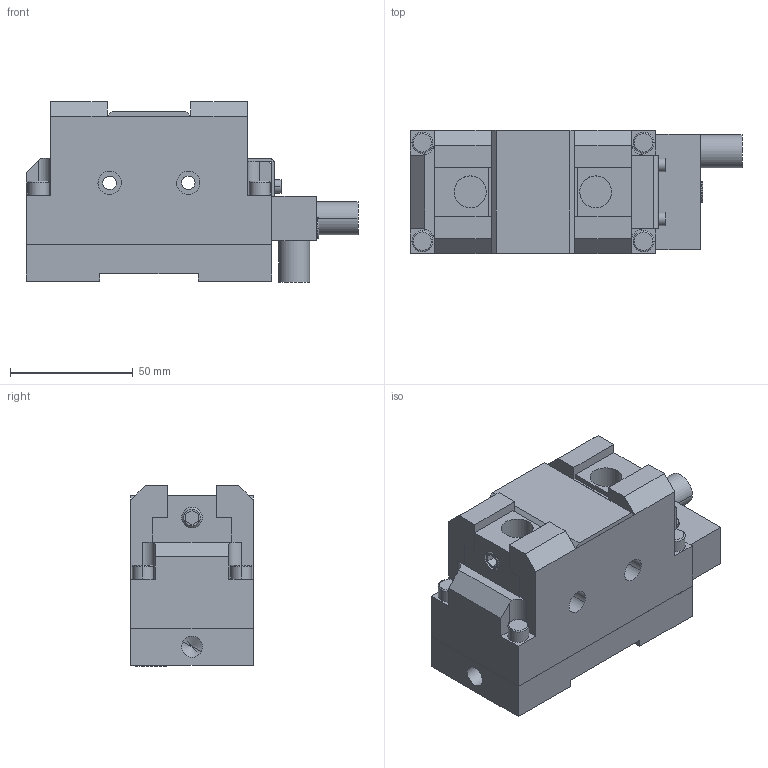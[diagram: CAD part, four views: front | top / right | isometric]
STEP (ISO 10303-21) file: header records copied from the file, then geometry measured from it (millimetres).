
FILE_DESCRIPTION(('CATIA V5 STEP Exchange'),'2;1');
FILE_NAME('GP_80_T12_TUENKERS.stp','2020-06-16T12:07:05+00:00',('none'),('none'),'CATIA Version 5 Release 19 SP 9 (IN-10)','CATIA V5 STEP AP214','none');
FILE_SCHEMA(('AUTOMOTIVE_DESIGN { 1 0 10303 214 1 1 1 1 }'));
Length unit declared in the file: millimetre
Products named in the file (1): GP_80_T12_TUENKERS
Bounding box: 135 x 50 x 73.5 mm (x, y, z)
Volume: 323614.9 mm3; surface area: 43074.8 mm2
Topology: 1 solids, 2 shells, 252 faces, 622 edges, 380 vertices
Faces by surface type: plane 151, cylinder 61, cone 26, torus 14
Entity records: 8451 total; most frequent: ORIENTED_EDGE 1204, CARTESIAN_POINT 1185, DIRECTION 929, EDGE_CURVE 602, VECTOR 423, LINE 423, VERTEX_POINT 380, AXIS2_PLACEMENT_3D 332
